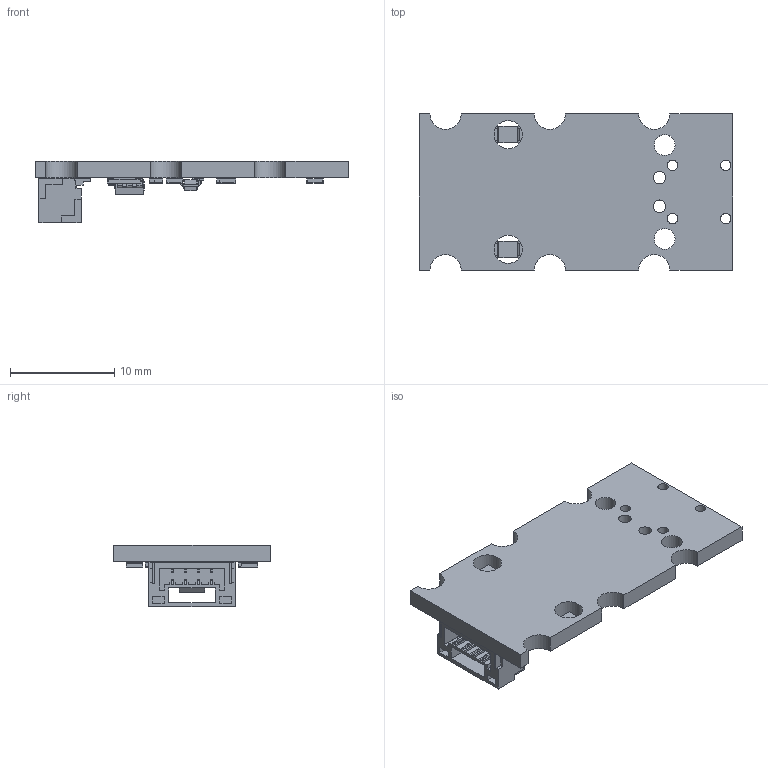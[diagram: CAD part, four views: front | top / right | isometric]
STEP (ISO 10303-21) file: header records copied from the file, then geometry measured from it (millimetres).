
FILE_DESCRIPTION(('KiCad electronic assembly'),'2;1');
FILE_NAME('TFHT01B.step','2022-03-16T17:29:49',('Pcbnew'),('Kicad'), 'Open CASCADE STEP processor 7.5','KiCad to STEP converter','Unknown' );
FILE_SCHEMA(('AUTOMOTIVE_DESIGN { 1 0 10303 214 1 1 1 1 }'));
Length unit declared in the file: millimetre
Products named in the file (16): TFHT01B 1; LED_1206_3216Metric; SOLID; R_0603_1608Metric; D_SOD-523; JST_GH_SM04B-GHS-TB_1x04-1MP_P1.25mm_Horizontal; SOT-23; R_0805_2012Metric; SOT-23-5; tmpyxspfuyq PCB
Assembly tree (23 placements, depth 3):
  TFHT01B 1
    LED_1206_3216Metric  x2
      SOLID
    R_0603_1608Metric  x8
      SOLID
    D_SOD-523
      SOLID
    JST_GH_SM04B-GHS-TB_1x04-1MP_P1.25mm_Horizontal
      SOLID
    SOT-23
      SOLID
    R_0805_2012Metric
      SOLID
    SOT-23-5
      SOLID
    tmpyxspfuyq PCB
Bounding box: 30 x 15 x 5.89 mm (x, y, z)
Volume: 758.2 mm3; surface area: 1477.3 mm2
Topology: 16 solids, 16 shells, 777 faces, 2044 edges, 1310 vertices
Faces by surface type: bspline 749, cylinder 16, plane 12
Full cylindrical faces by diameter (mm): 1 x4, 1.2 x2, 2 x2, 2.7 x2
Entity records: 35642 total; most frequent: CARTESIAN_POINT 12516, B_SPLINE_CURVE_WITH_KNOTS 3859, ORIENTED_EDGE 2870, PCURVE 2870, DEFINITIONAL_REPRESENTATION 2870, EDGE_CURVE 1435, SURFACE_CURVE 1425, VERTEX_POINT 916
